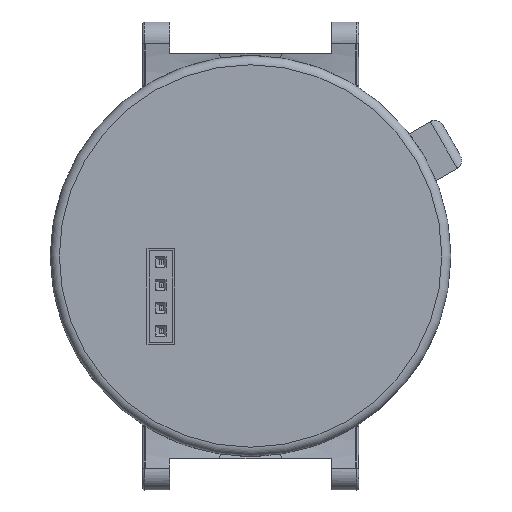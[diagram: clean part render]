
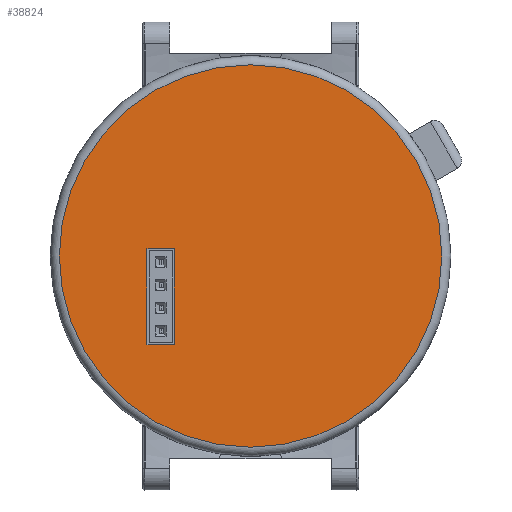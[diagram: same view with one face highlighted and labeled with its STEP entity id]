
A CAD part, front view. The second image highlights one B-rep face of the part: STEP entity #38824.
In plain terms, the highlighted planar face has unit normal (0, -1, 0).
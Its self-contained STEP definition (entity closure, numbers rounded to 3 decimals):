
#887=FACE_BOUND('',#6431,.T.);
#2321=CIRCLE('',#42005,21.25);
#4273=FACE_OUTER_BOUND('',#6430,.T.);
#6430=EDGE_LOOP('',(#32440));
#6431=EDGE_LOOP('',(#32441,#32442,#32443,#32444));
#10406=LINE('',#65369,#14355);
#10407=LINE('',#65371,#14356);
#10408=LINE('',#65373,#14357);
#10409=LINE('',#65374,#14358);
#14355=VECTOR('',#51359,10.);
#14356=VECTOR('',#51360,10.);
#14357=VECTOR('',#51361,10.);
#14358=VECTOR('',#51362,10.);
#17553=VERTEX_POINT('',#65361);
#17555=VERTEX_POINT('',#65367);
#17556=VERTEX_POINT('',#65368);
#17557=VERTEX_POINT('',#65370);
#17558=VERTEX_POINT('',#65372);
#22653=EDGE_CURVE('',#17553,#17553,#2321,.T.);
#22656=EDGE_CURVE('',#17555,#17556,#10406,.F.);
#22657=EDGE_CURVE('',#17556,#17557,#10407,.F.);
#22658=EDGE_CURVE('',#17557,#17558,#10408,.F.);
#22659=EDGE_CURVE('',#17558,#17555,#10409,.F.);
#32440=ORIENTED_EDGE('',*,*,#22653,.F.);
#32441=ORIENTED_EDGE('',*,*,#22656,.T.);
#32442=ORIENTED_EDGE('',*,*,#22657,.T.);
#32443=ORIENTED_EDGE('',*,*,#22658,.T.);
#32444=ORIENTED_EDGE('',*,*,#22659,.T.);
#35995=PLANE('',#42008);
#38824=ADVANCED_FACE('',(#4273,#887),#35995,.F.);
#42005=AXIS2_PLACEMENT_3D('',#65362,#51351,#51352);
#42008=AXIS2_PLACEMENT_3D('',#65366,#51357,#51358);
#51351=DIRECTION('center_axis',(0.,1.,0.));
#51352=DIRECTION('ref_axis',(-1.,0.,0.));
#51357=DIRECTION('center_axis',(0.,1.,0.));
#51358=DIRECTION('ref_axis',(-1.,0.,0.));
#51359=DIRECTION('',(0.,0.,-1.));
#51360=DIRECTION('',(-1.,0.,0.));
#51361=DIRECTION('',(0.,0.,1.));
#51362=DIRECTION('',(1.,0.,0.));
#65361=CARTESIAN_POINT('',(0.,-8.2,21.25));
#65362=CARTESIAN_POINT('Origin',(0.,-8.2,0.));
#65366=CARTESIAN_POINT('Origin',(0.,-8.2,0.));
#65367=CARTESIAN_POINT('',(-11.506,-8.2,-9.84));
#65368=CARTESIAN_POINT('',(-11.506,-8.2,0.82));
#65369=CARTESIAN_POINT('',(-11.506,-8.2,-4.795));
#65370=CARTESIAN_POINT('',(-8.466,-8.2,0.82));
#65371=CARTESIAN_POINT('',(-5.628,-8.2,0.82));
#65372=CARTESIAN_POINT('',(-8.466,-8.2,-9.84));
#65373=CARTESIAN_POINT('',(-8.466,-8.2,0.285));
#65374=CARTESIAN_POINT('',(-4.358,-8.2,-9.84));
